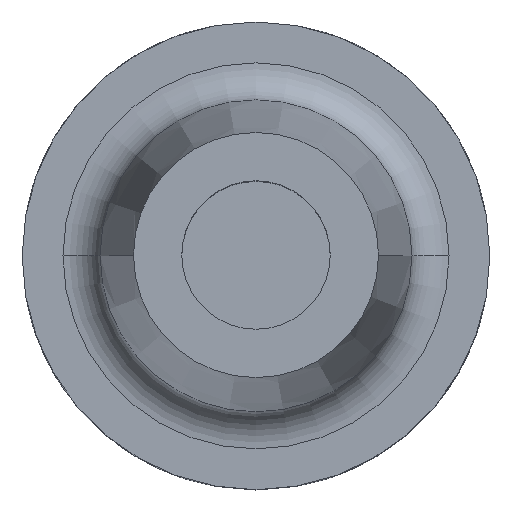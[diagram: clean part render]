
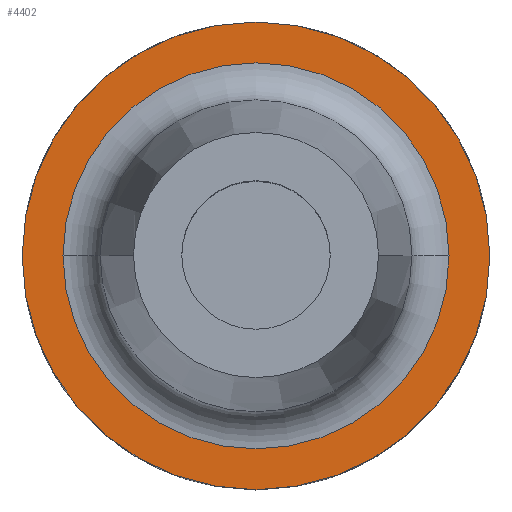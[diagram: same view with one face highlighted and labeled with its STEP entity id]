
A CAD part, top view. The second image highlights one B-rep face of the part: STEP entity #4402.
In plain terms, the highlighted planar face has unit normal (0, 0, 1).
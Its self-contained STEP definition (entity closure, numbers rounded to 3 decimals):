
#59 = VERTEX_POINT ( 'NONE', #3066 ) ;
#60 = CARTESIAN_POINT ( 'NONE',  ( 31.5, 0., 22. ) ) ;
#90 = DIRECTION ( 'NONE',  ( -1., 0., 0. ) ) ;
#198 = DIRECTION ( 'NONE',  ( 0., 0., -1. ) ) ;
#327 = AXIS2_PLACEMENT_3D ( 'NONE', #4203, #1814, #3251 ) ;
#415 = EDGE_CURVE ( 'NONE', #59, #2763, #1126, .T. ) ;
#1126 = CIRCLE ( 'NONE', #327, 31.5 ) ;
#1219 = CARTESIAN_POINT ( 'NONE',  ( 0., 0., 22. ) ) ;
#1235 = AXIS2_PLACEMENT_3D ( 'NONE', #1772, #4437, #2155 ) ;
#1295 = CARTESIAN_POINT ( 'NONE',  ( 0., 0., 22. ) ) ;
#1462 = CIRCLE ( 'NONE', #1235, 31.5 ) ;
#1482 = EDGE_LOOP ( 'NONE', ( #4166, #4321 ) ) ;
#1693 = DIRECTION ( 'NONE',  ( -1., 0., 0. ) ) ;
#1711 = PLANE ( 'NONE',  #4720 ) ;
#1772 = CARTESIAN_POINT ( 'NONE',  ( 0., 0., 22. ) ) ;
#1785 = EDGE_CURVE ( 'NONE', #2918, #3296, #1857, .T. ) ;
#1814 = DIRECTION ( 'NONE',  ( 0., 0., 1. ) ) ;
#1857 = CIRCLE ( 'NONE', #3189, 26. ) ;
#2155 = DIRECTION ( 'NONE',  ( 1., 0., 0. ) ) ;
#2483 = CARTESIAN_POINT ( 'NONE',  ( -26., 0., 22. ) ) ;
#2741 = ORIENTED_EDGE ( 'NONE', *, *, #4434, .T. ) ;
#2763 = VERTEX_POINT ( 'NONE', #60 ) ;
#2853 = DIRECTION ( 'NONE',  ( -1., 0., 0. ) ) ;
#2888 = DIRECTION ( 'NONE',  ( 0., 0., -1. ) ) ;
#2918 = VERTEX_POINT ( 'NONE', #2483 ) ;
#3066 = CARTESIAN_POINT ( 'NONE',  ( -31.5, 0., 22. ) ) ;
#3070 = FACE_OUTER_BOUND ( 'NONE', #1482, .T. ) ;
#3189 = AXIS2_PLACEMENT_3D ( 'NONE', #1219, #2888, #90 ) ;
#3197 = FACE_BOUND ( 'NONE', #3865, .T. ) ;
#3238 = CARTESIAN_POINT ( 'NONE',  ( 0., 0., 22. ) ) ;
#3251 = DIRECTION ( 'NONE',  ( 1., 0., 0. ) ) ;
#3296 = VERTEX_POINT ( 'NONE', #3781 ) ;
#3733 = EDGE_CURVE ( 'NONE', #2763, #59, #1462, .T. ) ;
#3781 = CARTESIAN_POINT ( 'NONE',  ( 26., 0., 22. ) ) ;
#3865 = EDGE_LOOP ( 'NONE', ( #3960, #2741 ) ) ;
#3960 = ORIENTED_EDGE ( 'NONE', *, *, #1785, .T. ) ;
#3966 = CIRCLE ( 'NONE', #4466, 26. ) ;
#3977 = DIRECTION ( 'NONE',  ( 0., 0., -1. ) ) ;
#4166 = ORIENTED_EDGE ( 'NONE', *, *, #3733, .T. ) ;
#4203 = CARTESIAN_POINT ( 'NONE',  ( 0., 0., 22. ) ) ;
#4321 = ORIENTED_EDGE ( 'NONE', *, *, #415, .T. ) ;
#4402 = ADVANCED_FACE ( 'NONE', ( #3197, #3070 ), #1711, .F. ) ;
#4434 = EDGE_CURVE ( 'NONE', #3296, #2918, #3966, .T. ) ;
#4437 = DIRECTION ( 'NONE',  ( 0., 0., 1. ) ) ;
#4466 = AXIS2_PLACEMENT_3D ( 'NONE', #1295, #3977, #1693 ) ;
#4720 = AXIS2_PLACEMENT_3D ( 'NONE', #3238, #198, #2853 ) ;
